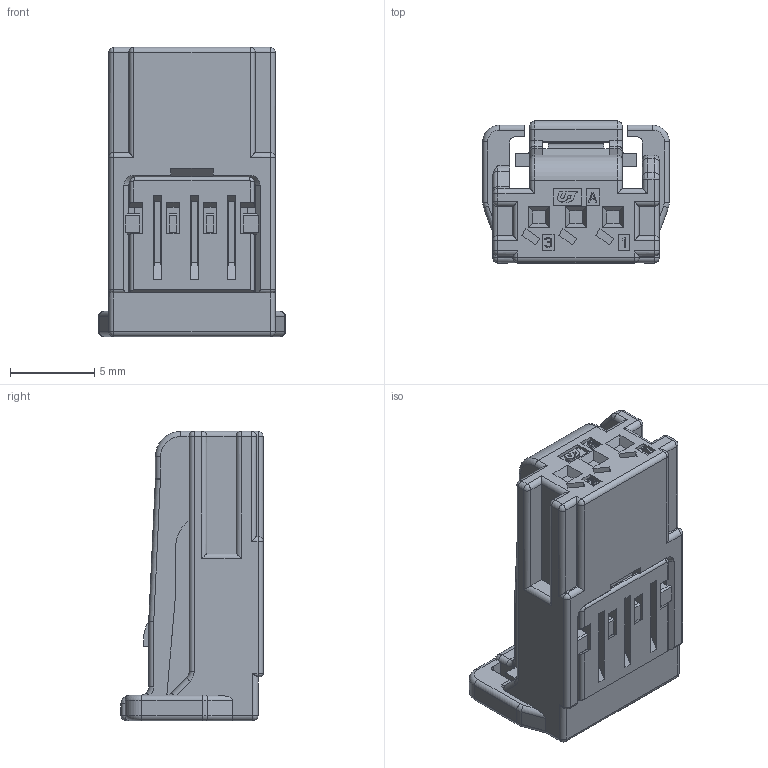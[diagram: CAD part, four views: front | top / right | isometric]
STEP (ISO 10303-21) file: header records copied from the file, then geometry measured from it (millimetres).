
FILE_DESCRIPTION((''),'2;1');
FILE_NAME('025_3F_HSG_A','2023-01-05T13:46:44',('jhryu'),(''),'CREO PARAMETRIC BY PTC INC, 2017380','CREO PARAMETRIC BY PTC INC, 2017380','');
FILE_SCHEMA(('CONFIG_CONTROL_DESIGN'));
Length unit declared in the file: millimetre
Products named in the file (1): 025_3F_HSG_A
Bounding box: 11.1 x 8.45 x 17.2 mm (x, y, z)
Volume: 851.7 mm3; surface area: 1147 mm2
Topology: 1 solids, 1 shells, 583 faces, 1563 edges, 995 vertices
Faces by surface type: plane 395, cylinder 137, torus 22, sphere 15, bspline 10, cone 4
Entity records: 18336 total; most frequent: CARTESIAN_POINT 3717, ORIENTED_EDGE 3126, DIRECTION 2881, EDGE_CURVE 1563, VECTOR 1257, LINE 1257, VERTEX_POINT 995, AXIS2_PLACEMENT_3D 812
